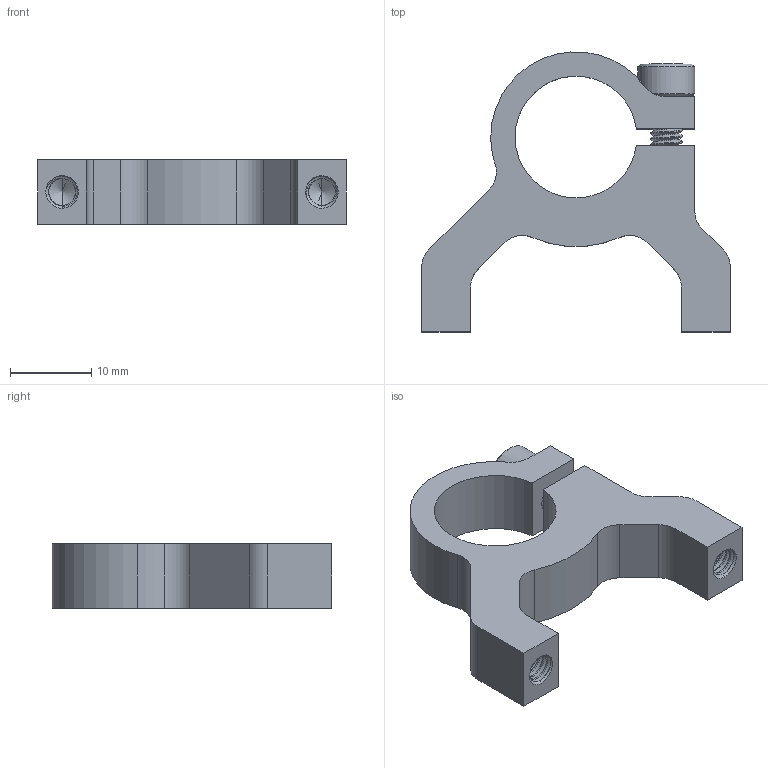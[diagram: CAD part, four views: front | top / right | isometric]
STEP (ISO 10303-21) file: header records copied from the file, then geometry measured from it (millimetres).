
FILE_DESCRIPTION (( 'STEP AP203' ), '1' );
FILE_NAME ('1400-0032-0015 assembly.STEP', '2017-04-20T20:14:13', ( '' ), ( '' ), 'SwSTEP 2.0', 'SolidWorks 2016', '' );
FILE_SCHEMA (( 'CONFIG_CONTROL_DESIGN' ));
Length unit declared in the file: inch
Products named in the file (3): 1400-0032-0015; 1400-0032-0015 assembly; 2800-0004-0010_90128A207
Assembly tree (2 placements, depth 2):
  1400-0032-0015 assembly
    1400-0032-0015
    2800-0004-0010_90128A207
Bounding box: 38 x 34.48 x 8 mm (x, y, z)
Volume: 3897.2 mm3; surface area: 3470.7 mm2
Topology: 2 solids, 2 shells, 268 faces, 758 edges, 493 vertices
Faces by surface type: cylinder 204, plane 30, cone 26, bspline 8
Entity records: 18113 total; most frequent: CARTESIAN_POINT 11986, ORIENTED_EDGE 1504, DIRECTION 978, EDGE_CURVE 752, VERTEX_POINT 493, AXIS2_PLACEMENT_3D 352, EDGE_LOOP 275, VECTOR 274
